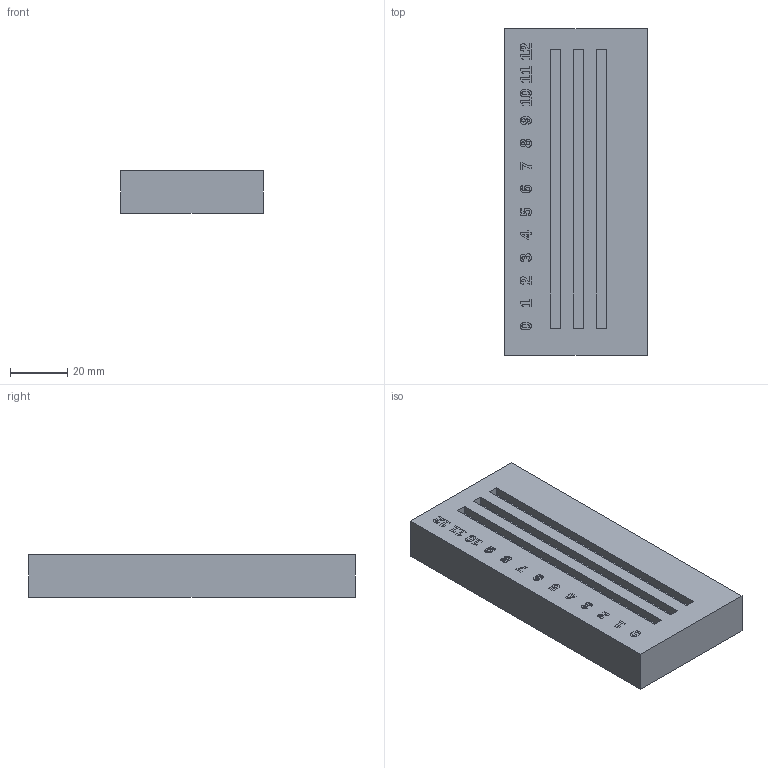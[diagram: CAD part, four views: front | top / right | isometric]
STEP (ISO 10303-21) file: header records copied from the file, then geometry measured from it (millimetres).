
FILE_DESCRIPTION(/* description */ ('STEP AP242','CAx-IF Rec.Pracs.---Representation and Presentation of Product Manufacturing Information (PMI)---4.0---2014-10-13','CAx-IF Rec.Pracs.---3D Tessellated Geometry---0.4---2014-09-14','2;1'),/* implementation_level */ '2;1');
FILE_NAME(/* name */ '6685839d50b1f31f33b45bc3',/* time_stamp */ '2024-07-03T17:00:14Z',/* author */ (''),/* organization */ (''),/* preprocessor_version */ 'ST-DEVELOPER v20',/* originating_system */ ' ',/* authorisation */ ' ');
FILE_SCHEMA (('AP242_MANAGED_MODEL_BASED_3D_ENGINEERING_MIM_LF { 1 0 10303 442 1 1 4 }'));
Length unit declared in the file: metre
Products named in the file (17): Part 17; Part 16; Part 15; Part 14; Part 13; Part 12; Part 11; Part 10; Part 9; Part 8; Part 7; Part 6; Part 5; Part 4; Part 3; Part 2; Part 1
Bounding box: 50 x 114.26 x 15 mm (x, y, z)
Volume: 82621.1 mm3; surface area: 18878.1 mm2
Topology: 17 solids, 17 shells, 672 faces, 1836 edges, 1224 vertices
Faces by surface type: bspline 394, plane 278
Entity records: 22827 total; most frequent: CARTESIAN_POINT 8083, ORIENTED_EDGE 3672, EDGE_CURVE 1836, DIRECTION 1638, VERTEX_POINT 1224, LINE 1048, VECTOR 1048, B_SPLINE_CURVE_WITH_KNOTS 788
